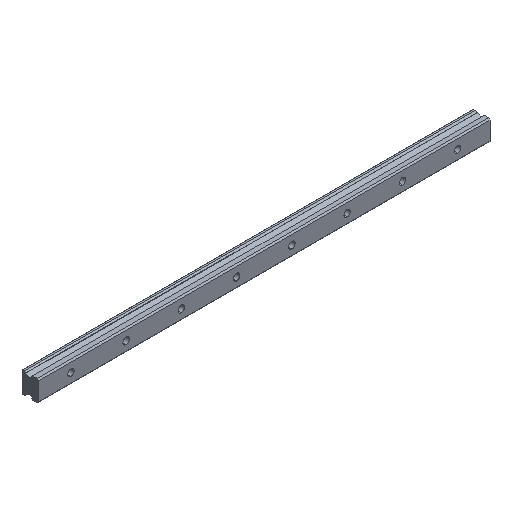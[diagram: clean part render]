
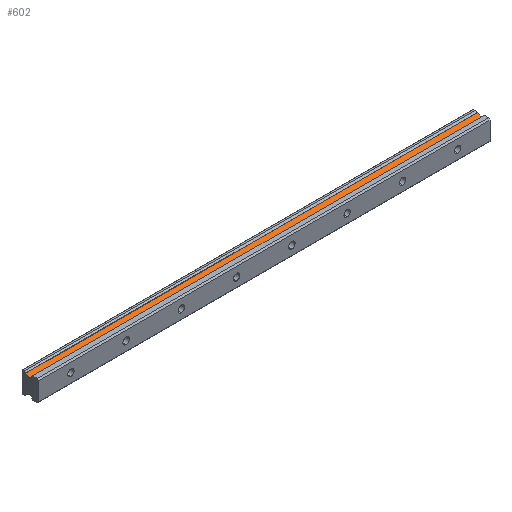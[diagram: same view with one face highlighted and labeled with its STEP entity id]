
A CAD part, isometric view. The second image highlights one B-rep face of the part: STEP entity #602.
In plain terms, the highlighted planar face has unit normal (0, -0.499, 0.867).
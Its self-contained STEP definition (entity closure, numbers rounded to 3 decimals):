
#9 = DIRECTION ( 'NONE',  ( 1., 0., 0. ) ) ;
#44 = LINE ( 'NONE', #428, #436 ) ;
#83 = CARTESIAN_POINT ( 'NONE',  ( -35., 13.68, 10.315 ) ) ;
#91 = EDGE_LOOP ( 'NONE', ( #145, #1444, #562, #1747 ) ) ;
#145 = ORIENTED_EDGE ( 'NONE', *, *, #1264, .F. ) ;
#226 = CARTESIAN_POINT ( 'NONE',  ( -35., 13.68, 10.315 ) ) ;
#259 = LINE ( 'NONE', #1279, #2140 ) ;
#358 = EDGE_CURVE ( 'NONE', #2076, #1316, #259, .T. ) ;
#428 = CARTESIAN_POINT ( 'NONE',  ( 455., 9.514, 7.915 ) ) ;
#436 = VECTOR ( 'NONE', #557, 1000. ) ;
#516 = EDGE_CURVE ( 'NONE', #1008, #2076, #683, .T. ) ;
#550 = DIRECTION ( 'NONE',  ( 0., 0.866, 0.499 ) ) ;
#557 = DIRECTION ( 'NONE',  ( -1., 0., 0. ) ) ;
#562 = ORIENTED_EDGE ( 'NONE', *, *, #516, .F. ) ;
#602 = ADVANCED_FACE ( 'NONE', ( #1225 ), #707, .F. ) ;
#683 = LINE ( 'NONE', #2002, #1836 ) ;
#707 = PLANE ( 'NONE',  #1184 ) ;
#878 = DIRECTION ( 'NONE',  ( 0., 0.499, -0.866 ) ) ;
#1008 = VERTEX_POINT ( 'NONE', #83 ) ;
#1077 = LINE ( 'NONE', #226, #1638 ) ;
#1184 = AXIS2_PLACEMENT_3D ( 'NONE', #1363, #878, #550 ) ;
#1225 = FACE_OUTER_BOUND ( 'NONE', #91, .T. ) ;
#1251 = CARTESIAN_POINT ( 'NONE',  ( 455., 9.514, 7.915 ) ) ;
#1264 = EDGE_CURVE ( 'NONE', #1316, #1631, #44, .T. ) ;
#1279 = CARTESIAN_POINT ( 'NONE',  ( 455., 13.68, 10.315 ) ) ;
#1316 = VERTEX_POINT ( 'NONE', #1251 ) ;
#1363 = CARTESIAN_POINT ( 'NONE',  ( 455., 13.68, 10.315 ) ) ;
#1444 = ORIENTED_EDGE ( 'NONE', *, *, #358, .F. ) ;
#1574 = DIRECTION ( 'NONE',  ( 0., -0.866, -0.499 ) ) ;
#1631 = VERTEX_POINT ( 'NONE', #1854 ) ;
#1638 = VECTOR ( 'NONE', #1574, 1000. ) ;
#1727 = CARTESIAN_POINT ( 'NONE',  ( 455., 13.68, 10.315 ) ) ;
#1747 = ORIENTED_EDGE ( 'NONE', *, *, #1814, .T. ) ;
#1814 = EDGE_CURVE ( 'NONE', #1008, #1631, #1077, .T. ) ;
#1836 = VECTOR ( 'NONE', #9, 1000. ) ;
#1854 = CARTESIAN_POINT ( 'NONE',  ( -35., 9.514, 7.915 ) ) ;
#1916 = DIRECTION ( 'NONE',  ( 0., -0.866, -0.499 ) ) ;
#2002 = CARTESIAN_POINT ( 'NONE',  ( 455., 13.68, 10.315 ) ) ;
#2076 = VERTEX_POINT ( 'NONE', #1727 ) ;
#2140 = VECTOR ( 'NONE', #1916, 1000. ) ;
